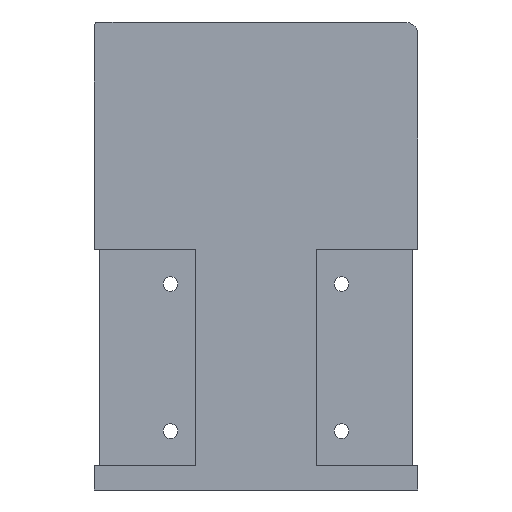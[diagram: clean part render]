
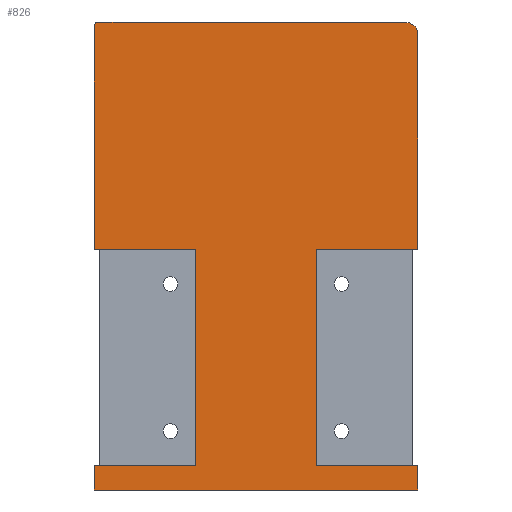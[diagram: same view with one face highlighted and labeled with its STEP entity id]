
A CAD part, front view. The second image highlights one B-rep face of the part: STEP entity #826.
In plain terms, the highlighted planar face has unit normal (0, -1, 0).
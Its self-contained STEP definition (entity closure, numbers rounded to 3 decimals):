
#8 = VERTEX_POINT ( 'NONE', #2651 ) ;
#28 = CARTESIAN_POINT ( 'NONE',  ( -60.5, 0., 175. ) ) ;
#109 = VECTOR ( 'NONE', #2038, 1000. ) ;
#167 = DIRECTION ( 'NONE',  ( -1., 0., 0. ) ) ;
#218 = VECTOR ( 'NONE', #2669, 1000. ) ;
#238 = CARTESIAN_POINT ( 'NONE',  ( -60.5, 0., 0. ) ) ;
#307 = VECTOR ( 'NONE', #1468, 1000. ) ;
#356 = ORIENTED_EDGE ( 'NONE', *, *, #1761, .F. ) ;
#458 = VECTOR ( 'NONE', #1677, 1000. ) ;
#504 = CARTESIAN_POINT ( 'NONE',  ( -59.843, 0., 175. ) ) ;
#505 = VECTOR ( 'NONE', #2493, 1000. ) ;
#520 = ORIENTED_EDGE ( 'NONE', *, *, #1350, .F. ) ;
#545 = LINE ( 'NONE', #1762, #505 ) ;
#610 = CARTESIAN_POINT ( 'NONE',  ( -60.5, 0., 9. ) ) ;
#611 = VERTEX_POINT ( 'NONE', #2446 ) ;
#656 = CARTESIAN_POINT ( 'NONE',  ( -60.5, 0., 175. ) ) ;
#665 = EDGE_LOOP ( 'NONE', ( #3301, #1283, #2313, #3312, #1781, #2484, #520, #1769, #1742, #1175, #1899, #2562, #356, #2827 ) ) ;
#697 = VECTOR ( 'NONE', #2181, 1000. ) ;
#711 = EDGE_CURVE ( 'NONE', #611, #1248, #1107, .T. ) ;
#713 = VERTEX_POINT ( 'NONE', #1922 ) ;
#733 = VERTEX_POINT ( 'NONE', #2422 ) ;
#743 = EDGE_CURVE ( 'NONE', #3262, #733, #1991, .T. ) ;
#761 = LINE ( 'NONE', #2205, #458 ) ;
#824 = DIRECTION ( 'NONE',  ( 0., 0., 1. ) ) ;
#826 = ADVANCED_FACE ( 'NONE', ( #1151 ), #1462, .F. ) ;
#857 = VECTOR ( 'NONE', #824, 1000. ) ;
#866 = DIRECTION ( 'NONE',  ( 1., 0., 0. ) ) ;
#946 = LINE ( 'NONE', #1543, #109 ) ;
#962 = VERTEX_POINT ( 'NONE', #2002 ) ;
#1026 = CARTESIAN_POINT ( 'NONE',  ( -60.5, 0., 173.169 ) ) ;
#1065 = LINE ( 'NONE', #1141, #857 ) ;
#1066 = EDGE_CURVE ( 'NONE', #1139, #713, #1065, .T. ) ;
#1075 = VECTOR ( 'NONE', #167, 1000. ) ;
#1107 = LINE ( 'NONE', #610, #1554 ) ;
#1139 = VERTEX_POINT ( 'NONE', #2175 ) ;
#1141 = CARTESIAN_POINT ( 'NONE',  ( -60.5, 0., 175. ) ) ;
#1151 = FACE_OUTER_BOUND ( 'NONE', #665, .T. ) ;
#1162 = CARTESIAN_POINT ( 'NONE',  ( -60.5, 0., 90. ) ) ;
#1175 = ORIENTED_EDGE ( 'NONE', *, *, #1421, .F. ) ;
#1244 = EDGE_CURVE ( 'NONE', #962, #1139, #1281, .T. ) ;
#1248 = VERTEX_POINT ( 'NONE', #2981 ) ;
#1254 = VERTEX_POINT ( 'NONE', #1940 ) ;
#1281 = LINE ( 'NONE', #1682, #1075 ) ;
#1283 = ORIENTED_EDGE ( 'NONE', *, *, #743, .F. ) ;
#1308 = EDGE_CURVE ( 'NONE', #1485, #611, #2926, .T. ) ;
#1350 = EDGE_CURVE ( 'NONE', #1803, #1529, #545, .T. ) ;
#1421 = EDGE_CURVE ( 'NONE', #1248, #8, #946, .T. ) ;
#1437 = VECTOR ( 'NONE', #2954, 1000. ) ;
#1462 = PLANE ( 'NONE',  #2600 ) ;
#1468 = DIRECTION ( 'NONE',  ( 0., 0., -1. ) ) ;
#1482 = CARTESIAN_POINT ( 'NONE',  ( -60.5, 0., 175. ) ) ;
#1485 = VERTEX_POINT ( 'NONE', #3091 ) ;
#1503 = VECTOR ( 'NONE', #1878, 1000. ) ;
#1529 = VERTEX_POINT ( 'NONE', #2631 ) ;
#1543 = CARTESIAN_POINT ( 'NONE',  ( 60.5, 0., 175. ) ) ;
#1554 = VECTOR ( 'NONE', #866, 1000. ) ;
#1677 = DIRECTION ( 'NONE',  ( -1., 0., 0. ) ) ;
#1682 = CARTESIAN_POINT ( 'NONE',  ( -60.5, 0., 90. ) ) ;
#1724 = EDGE_CURVE ( 'NONE', #1883, #1254, #3034, .T. ) ;
#1742 = ORIENTED_EDGE ( 'NONE', *, *, #2634, .F. ) ;
#1761 = EDGE_CURVE ( 'NONE', #1254, #1485, #2960, .T. ) ;
#1762 = CARTESIAN_POINT ( 'NONE',  ( -60.5, 0., 9. ) ) ;
#1769 = ORIENTED_EDGE ( 'NONE', *, *, #2504, .F. ) ;
#1781 = ORIENTED_EDGE ( 'NONE', *, *, #1244, .F. ) ;
#1803 = VERTEX_POINT ( 'NONE', #3141 ) ;
#1871 = CARTESIAN_POINT ( 'NONE',  ( 60.5, 0., 171. ) ) ;
#1878 = DIRECTION ( 'NONE',  ( 0., 0., 1. ) ) ;
#1883 = VERTEX_POINT ( 'NONE', #2222 ) ;
#1899 = ORIENTED_EDGE ( 'NONE', *, *, #711, .F. ) ;
#1922 = CARTESIAN_POINT ( 'NONE',  ( -60.5, 0., 173.169 ) ) ;
#1940 = CARTESIAN_POINT ( 'NONE',  ( 60.5, 0., 90. ) ) ;
#1985 = DIRECTION ( 'NONE',  ( 0., 1., 0. ) ) ;
#1991 = LINE ( 'NONE', #656, #697 ) ;
#2002 = CARTESIAN_POINT ( 'NONE',  ( -22.5, 0., 90. ) ) ;
#2038 = DIRECTION ( 'NONE',  ( 0., 0., -1. ) ) ;
#2054 = CARTESIAN_POINT ( 'NONE',  ( -60.277, 0., 174.499 ) ) ;
#2073 = CARTESIAN_POINT ( 'NONE',  ( 54.843, 0., 175. ) ) ;
#2175 = CARTESIAN_POINT ( 'NONE',  ( -60.5, 0., 90. ) ) ;
#2181 = DIRECTION ( 'NONE',  ( 1., 0., 0. ) ) ;
#2205 = CARTESIAN_POINT ( 'NONE',  ( -60.5, 0., 0. ) ) ;
#2218 = EDGE_CURVE ( 'NONE', #733, #1883, #3247, .T. ) ;
#2221 = LINE ( 'NONE', #28, #1503 ) ;
#2222 = CARTESIAN_POINT ( 'NONE',  ( 60.5, 0., 171. ) ) ;
#2224 = DIRECTION ( 'NONE',  ( 0., 0., 1. ) ) ;
#2250 = CARTESIAN_POINT ( 'NONE',  ( 22.5, 0., 175. ) ) ;
#2313 = ORIENTED_EDGE ( 'NONE', *, *, #2849, .F. ) ;
#2402 = CARTESIAN_POINT ( 'NONE',  ( 60.5, 0., 175. ) ) ;
#2422 = CARTESIAN_POINT ( 'NONE',  ( 54.843, 0., 175. ) ) ;
#2446 = CARTESIAN_POINT ( 'NONE',  ( 22.5, 0., 9. ) ) ;
#2484 = ORIENTED_EDGE ( 'NONE', *, *, #2545, .F. ) ;
#2493 = DIRECTION ( 'NONE',  ( 1., 0., 0. ) ) ;
#2503 = LINE ( 'NONE', #2668, #2754 ) ;
#2504 = EDGE_CURVE ( 'NONE', #2867, #1803, #2221, .T. ) ;
#2545 = EDGE_CURVE ( 'NONE', #1529, #962, #2503, .T. ) ;
#2562 = ORIENTED_EDGE ( 'NONE', *, *, #1308, .F. ) ;
#2597 =( BOUNDED_CURVE ( )  B_SPLINE_CURVE ( 3, ( #1026, #2826, #2054, #2779 ),
 .UNSPECIFIED., .F., .F. ) 
 B_SPLINE_CURVE_WITH_KNOTS ( ( 4, 4 ),
 ( 2.78, 3.267 ),
 .UNSPECIFIED. ) 
 CURVE ( )  GEOMETRIC_REPRESENTATION_ITEM ( )  RATIONAL_B_SPLINE_CURVE ( ( 1., 0.98, 0.98, 1. ) ) 
 REPRESENTATION_ITEM ( '' )  );
#2600 = AXIS2_PLACEMENT_3D ( 'NONE', #1482, #1985, #2224 ) ;
#2631 = CARTESIAN_POINT ( 'NONE',  ( -22.5, 0., 9. ) ) ;
#2634 = EDGE_CURVE ( 'NONE', #8, #2867, #761, .T. ) ;
#2651 = CARTESIAN_POINT ( 'NONE',  ( 60.5, 0., 0. ) ) ;
#2668 = CARTESIAN_POINT ( 'NONE',  ( -22.5, 0., 175. ) ) ;
#2669 = DIRECTION ( 'NONE',  ( 0., 0., -1. ) ) ;
#2754 = VECTOR ( 'NONE', #3164, 1000. ) ;
#2779 = CARTESIAN_POINT ( 'NONE',  ( -59.843, 0., 175. ) ) ;
#2826 = CARTESIAN_POINT ( 'NONE',  ( -60.5, 0., 173.877 ) ) ;
#2827 = ORIENTED_EDGE ( 'NONE', *, *, #1724, .F. ) ;
#2847 = CARTESIAN_POINT ( 'NONE',  ( 58.157, 0., 175. ) ) ;
#2849 = EDGE_CURVE ( 'NONE', #713, #3262, #2597, .T. ) ;
#2867 = VERTEX_POINT ( 'NONE', #238 ) ;
#2926 = LINE ( 'NONE', #2250, #307 ) ;
#2954 = DIRECTION ( 'NONE',  ( -1., 0., 0. ) ) ;
#2960 = LINE ( 'NONE', #1162, #1437 ) ;
#2981 = CARTESIAN_POINT ( 'NONE',  ( 60.5, 0., 9. ) ) ;
#3034 = LINE ( 'NONE', #2402, #218 ) ;
#3091 = CARTESIAN_POINT ( 'NONE',  ( 22.5, 0., 90. ) ) ;
#3138 = CARTESIAN_POINT ( 'NONE',  ( 60.5, 0., 173.343 ) ) ;
#3141 = CARTESIAN_POINT ( 'NONE',  ( -60.5, 0., 9. ) ) ;
#3164 = DIRECTION ( 'NONE',  ( 0., 0., 1. ) ) ;
#3247 =( BOUNDED_CURVE ( )  B_SPLINE_CURVE ( 3, ( #2073, #2847, #3138, #1871 ),
 .UNSPECIFIED., .F., .F. ) 
 B_SPLINE_CURVE_WITH_KNOTS ( ( 4, 4 ),
 ( 4.712, 6.283 ),
 .UNSPECIFIED. ) 
 CURVE ( )  GEOMETRIC_REPRESENTATION_ITEM ( )  RATIONAL_B_SPLINE_CURVE ( ( 1., 0.805, 0.805, 1. ) ) 
 REPRESENTATION_ITEM ( '' )  );
#3262 = VERTEX_POINT ( 'NONE', #504 ) ;
#3301 = ORIENTED_EDGE ( 'NONE', *, *, #2218, .F. ) ;
#3312 = ORIENTED_EDGE ( 'NONE', *, *, #1066, .F. ) ;
